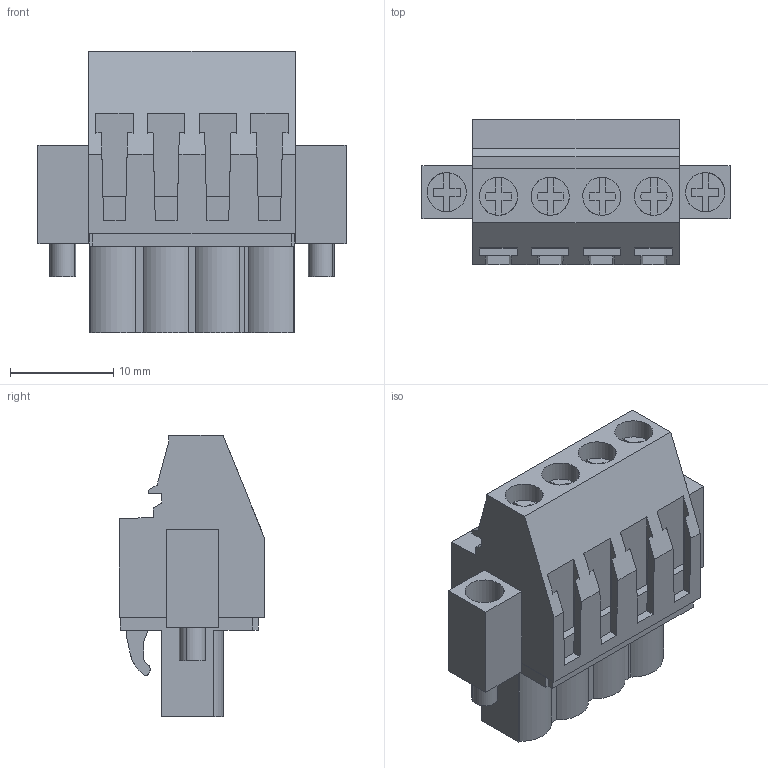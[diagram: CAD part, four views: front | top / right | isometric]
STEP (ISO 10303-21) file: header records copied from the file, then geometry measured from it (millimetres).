
FILE_DESCRIPTION(('CATIA V5 STEP Exchange','CAx-IF Rec.Pracs.--- Model Styling and Organization---1.2---2011-12-15'),'2;1');
FILE_NAME ('D1460492_0_1959500000_1959500000.stp','2017-09-20T15:00:35+00:00',('none'),('Weidmueller'),'CATIA Version 5-6 Release 2014','CATIA V5 STEP AP214','none');
FILE_SCHEMA(('AUTOMOTIVE_DESIGN { 1 0 10303 214 1 1 1 1 }'));
Length unit declared in the file: millimetre
Products named in the file (1): 1959500000
Bounding box: 29.8 x 14.05 x 27.2 mm (x, y, z)
Volume: 4970.3 mm3; surface area: 3759.8 mm2
Topology: 7 solids, 7 shells, 358 faces, 964 edges, 643 vertices
Faces by surface type: plane 294, cylinder 54, extrusion 10
Entity records: 10655 total; most frequent: CARTESIAN_POINT 2057, ORIENTED_EDGE 1928, DIRECTION 1450, EDGE_CURVE 964, VECTOR 810, LINE 800, VERTEX_POINT 643, AXIS2_PLACEMENT_3D 387
